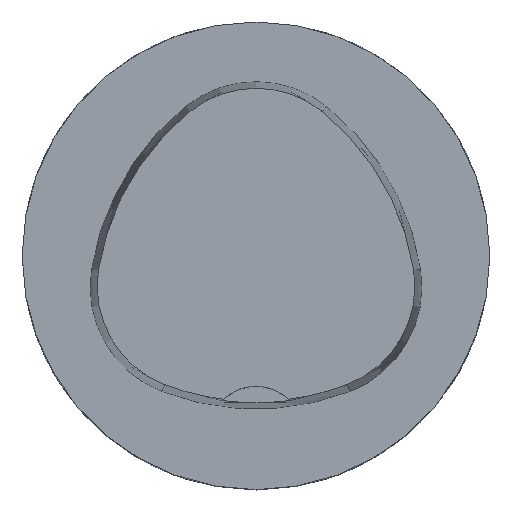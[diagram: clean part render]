
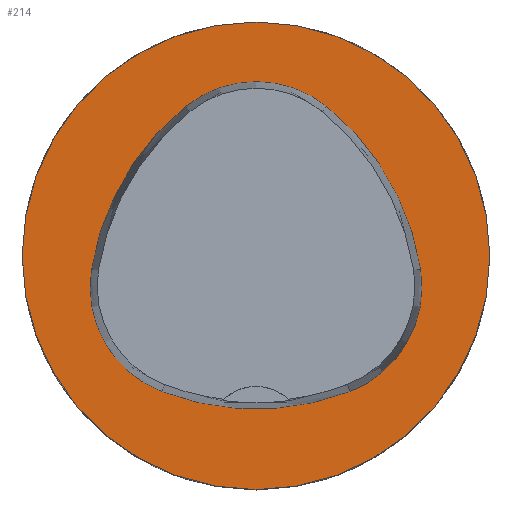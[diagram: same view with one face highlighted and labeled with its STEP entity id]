
A CAD part, top view. The second image highlights one B-rep face of the part: STEP entity #214.
In plain terms, the highlighted planar face has unit normal (0, 0, 1).
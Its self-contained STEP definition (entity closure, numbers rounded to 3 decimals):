
#214=ADVANCED_FACE('',(#403,#404),#253,.T.);
#253=PLANE('',#1194);
#403=FACE_BOUND('',#461,.T.);
#404=FACE_BOUND('',#462,.T.);
#461=EDGE_LOOP('',(#658,#659,#660,#661,#662,#663));
#462=EDGE_LOOP('',(#664));
#658=ORIENTED_EDGE('',*,*,#954,.T.);
#659=ORIENTED_EDGE('',*,*,#934,.T.);
#660=ORIENTED_EDGE('',*,*,#938,.T.);
#661=ORIENTED_EDGE('',*,*,#941,.T.);
#662=ORIENTED_EDGE('',*,*,#944,.T.);
#663=ORIENTED_EDGE('',*,*,#952,.T.);
#664=ORIENTED_EDGE('',*,*,#925,.F.);
#818=VERTEX_POINT('',#1881);
#827=VERTEX_POINT('',#1900);
#828=VERTEX_POINT('',#1901);
#831=VERTEX_POINT('',#1909);
#833=VERTEX_POINT('',#1915);
#835=VERTEX_POINT('',#1921);
#842=VERTEX_POINT('',#1942);
#925=EDGE_CURVE('',#818,#818,#1006,.T.);
#934=EDGE_CURVE('',#827,#828,#1007,.T.);
#938=EDGE_CURVE('',#828,#831,#1009,.T.);
#941=EDGE_CURVE('',#831,#833,#1011,.T.);
#944=EDGE_CURVE('',#833,#835,#1013,.T.);
#952=EDGE_CURVE('',#835,#842,#1017,.T.);
#954=EDGE_CURVE('',#842,#827,#1019,.T.);
#1006=CIRCLE('',#1166,25.);
#1007=CIRCLE('',#1172,28.);
#1009=CIRCLE('',#1175,12.);
#1011=CIRCLE('',#1178,28.);
#1013=CIRCLE('',#1181,12.);
#1017=CIRCLE('',#1186,28.);
#1019=CIRCLE('',#1189,12.);
#1166=AXIS2_PLACEMENT_3D('',#1880,#1376,#1377);
#1172=AXIS2_PLACEMENT_3D('',#1899,#1392,#1393);
#1175=AXIS2_PLACEMENT_3D('',#1908,#1400,#1401);
#1178=AXIS2_PLACEMENT_3D('',#1914,#1407,#1408);
#1181=AXIS2_PLACEMENT_3D('',#1920,#1414,#1415);
#1186=AXIS2_PLACEMENT_3D('',#1943,#1426,#1427);
#1189=AXIS2_PLACEMENT_3D('',#1946,#1432,#1433);
#1194=AXIS2_PLACEMENT_3D('',#1951,#1442,#1443);
#1376=DIRECTION('',(0.,0.,-1.));
#1377=DIRECTION('',(-1.,0.,0.));
#1392=DIRECTION('',(0.,0.,-1.));
#1393=DIRECTION('',(-1.,0.,0.));
#1400=DIRECTION('',(0.,0.,-1.));
#1401=DIRECTION('',(-1.,0.,0.));
#1407=DIRECTION('',(0.,0.,-1.));
#1408=DIRECTION('',(-1.,0.,0.));
#1414=DIRECTION('',(0.,0.,-1.));
#1415=DIRECTION('',(-1.,0.,0.));
#1426=DIRECTION('',(0.,0.,-1.));
#1427=DIRECTION('',(-1.,0.,0.));
#1432=DIRECTION('',(0.,0.,-1.));
#1433=DIRECTION('',(-1.,0.,0.));
#1442=DIRECTION('',(0.,0.,1.));
#1443=DIRECTION('',(1.,0.,0.));
#1880=CARTESIAN_POINT('',(0.,0.,0.));
#1881=CARTESIAN_POINT('',(-25.,0.,0.));
#1899=CARTESIAN_POINT('',(10.068,-5.824,0.));
#1900=CARTESIAN_POINT('',(-17.584,-1.424,0.));
#1901=CARTESIAN_POINT('',(-7.531,15.953,0.));
#1908=CARTESIAN_POINT('',(0.011,6.62,0.));
#1909=CARTESIAN_POINT('',(7.567,15.942,0.));
#1914=CARTESIAN_POINT('',(-10.063,-5.81,0.));
#1915=CARTESIAN_POINT('',(17.59,-1.418,0.));
#1920=CARTESIAN_POINT('',(5.739,-3.3,0.));
#1921=CARTESIAN_POINT('',(10.05,-14.499,0.));
#1942=CARTESIAN_POINT('',(-10.025,-14.516,0.));
#1943=CARTESIAN_POINT('',(-0.01,11.631,0.));
#1946=CARTESIAN_POINT('',(-5.733,-3.31,0.));
#1951=CARTESIAN_POINT('',(0.,0.,0.));
